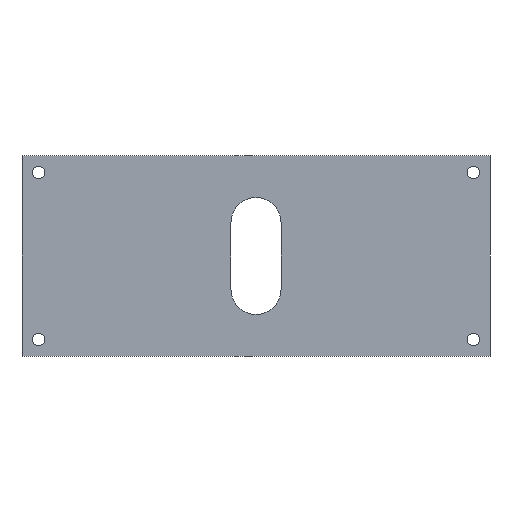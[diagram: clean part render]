
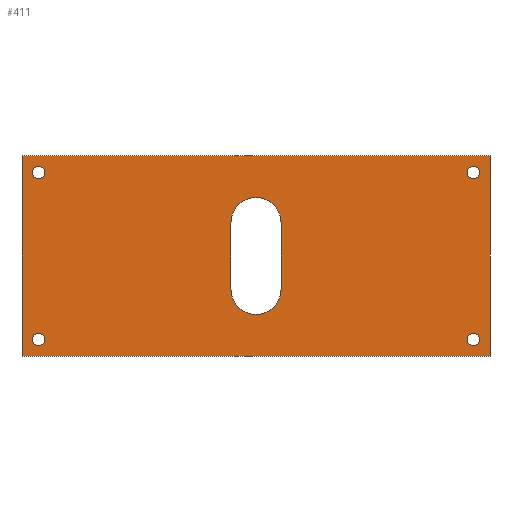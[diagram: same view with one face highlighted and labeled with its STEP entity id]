
A CAD part, front view. The second image highlights one B-rep face of the part: STEP entity #411.
In plain terms, the highlighted planar face has unit normal (0, -1, 0).
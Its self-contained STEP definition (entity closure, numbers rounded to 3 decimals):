
#2 = EDGE_CURVE ( 'NONE', #542, #270, #76, .T. ) ;
#15 = DIRECTION ( 'NONE',  ( 0., 0., -1. ) ) ;
#17 = EDGE_CURVE ( 'NONE', #291, #305, #451, .T. ) ;
#22 = VERTEX_POINT ( 'NONE', #253 ) ;
#24 = DIRECTION ( 'NONE',  ( 0., 1., 0. ) ) ;
#25 = CIRCLE ( 'NONE', #485, 3.75 ) ;
#31 = VERTEX_POINT ( 'NONE', #348 ) ;
#37 = ORIENTED_EDGE ( 'NONE', *, *, #356, .F. ) ;
#47 = AXIS2_PLACEMENT_3D ( 'NONE', #257, #303, #613 ) ;
#48 = CIRCLE ( 'NONE', #657, 3.75 ) ;
#50 = CARTESIAN_POINT ( 'NONE',  ( -130., 0., 50. ) ) ;
#54 = CARTESIAN_POINT ( 'NONE',  ( 130., 0., -50. ) ) ;
#58 = CARTESIAN_POINT ( 'NONE',  ( 15., 0., 20. ) ) ;
#61 = ORIENTED_EDGE ( 'NONE', *, *, #333, .T. ) ;
#66 = CIRCLE ( 'NONE', #100, 15. ) ;
#69 = CARTESIAN_POINT ( 'NONE',  ( 130., 0., 53.75 ) ) ;
#75 = ORIENTED_EDGE ( 'NONE', *, *, #424, .T. ) ;
#76 = CIRCLE ( 'NONE', #516, 15. ) ;
#78 = CARTESIAN_POINT ( 'NONE',  ( -130., 0., 53.75 ) ) ;
#83 = CARTESIAN_POINT ( 'NONE',  ( 15., 0., -20. ) ) ;
#88 = VERTEX_POINT ( 'NONE', #566 ) ;
#97 = EDGE_CURVE ( 'NONE', #520, #31, #184, .T. ) ;
#100 = AXIS2_PLACEMENT_3D ( 'NONE', #462, #619, #310 ) ;
#101 = EDGE_CURVE ( 'NONE', #639, #194, #404, .T. ) ;
#113 = CARTESIAN_POINT ( 'NONE',  ( 0., 0., 0. ) ) ;
#122 = EDGE_CURVE ( 'NONE', #31, #520, #577, .T. ) ;
#128 = EDGE_CURVE ( 'NONE', #22, #438, #531, .T. ) ;
#133 = AXIS2_PLACEMENT_3D ( 'NONE', #624, #227, #183 ) ;
#141 = CARTESIAN_POINT ( 'NONE',  ( -140., 0., -60. ) ) ;
#144 = CARTESIAN_POINT ( 'NONE',  ( 140., 0., 60. ) ) ;
#145 = DIRECTION ( 'NONE',  ( 0., 1., 0. ) ) ;
#147 = EDGE_CURVE ( 'NONE', #243, #639, #573, .T. ) ;
#152 = AXIS2_PLACEMENT_3D ( 'NONE', #447, #145, #193 ) ;
#153 = ORIENTED_EDGE ( 'NONE', *, *, #101, .F. ) ;
#154 = CARTESIAN_POINT ( 'NONE',  ( 130., 0., -53.75 ) ) ;
#155 = CARTESIAN_POINT ( 'NONE',  ( 0., 0., 20. ) ) ;
#157 = DIRECTION ( 'NONE',  ( 0., 1., 0. ) ) ;
#165 = DIRECTION ( 'NONE',  ( 0., 0., 1. ) ) ;
#167 = FACE_OUTER_BOUND ( 'NONE', #537, .T. ) ;
#171 = CARTESIAN_POINT ( 'NONE',  ( 0., 0., 35. ) ) ;
#183 = DIRECTION ( 'NONE',  ( 0., 0., 1. ) ) ;
#184 = CIRCLE ( 'NONE', #640, 3.75 ) ;
#188 = DIRECTION ( 'NONE',  ( 0., 1., 0. ) ) ;
#193 = DIRECTION ( 'NONE',  ( 0., 0., 1. ) ) ;
#194 = VERTEX_POINT ( 'NONE', #408 ) ;
#195 = CARTESIAN_POINT ( 'NONE',  ( -130., 0., -53.75 ) ) ;
#204 = CARTESIAN_POINT ( 'NONE',  ( 15., 0., 20. ) ) ;
#206 = DIRECTION ( 'NONE',  ( 0., 0., 1. ) ) ;
#207 = FACE_BOUND ( 'NONE', #415, .T. ) ;
#217 = ORIENTED_EDGE ( 'NONE', *, *, #147, .F. ) ;
#218 = CARTESIAN_POINT ( 'NONE',  ( -130., 0., 50. ) ) ;
#219 = DIRECTION ( 'NONE',  ( 0., 0., 1. ) ) ;
#220 = EDGE_LOOP ( 'NONE', ( #365, #651 ) ) ;
#226 = DIRECTION ( 'NONE',  ( 0., 0., 1. ) ) ;
#227 = DIRECTION ( 'NONE',  ( 0., 1., 0. ) ) ;
#228 = VERTEX_POINT ( 'NONE', #141 ) ;
#243 = VERTEX_POINT ( 'NONE', #544 ) ;
#251 = EDGE_CURVE ( 'NONE', #489, #22, #610, .T. ) ;
#253 = CARTESIAN_POINT ( 'NONE',  ( -15., 0., -20. ) ) ;
#254 = AXIS2_PLACEMENT_3D ( 'NONE', #113, #612, #410 ) ;
#257 = CARTESIAN_POINT ( 'NONE',  ( -130., 0., -50. ) ) ;
#261 = DIRECTION ( 'NONE',  ( 0., 0., 1. ) ) ;
#265 = CARTESIAN_POINT ( 'NONE',  ( -15., 0., 20. ) ) ;
#270 = VERTEX_POINT ( 'NONE', #204 ) ;
#274 = ORIENTED_EDGE ( 'NONE', *, *, #17, .T. ) ;
#277 = ORIENTED_EDGE ( 'NONE', *, *, #251, .T. ) ;
#279 = CIRCLE ( 'NONE', #133, 3.75 ) ;
#286 = EDGE_LOOP ( 'NONE', ( #440, #274 ) ) ;
#287 = DIRECTION ( 'NONE',  ( 0., 0., 1. ) ) ;
#288 = VECTOR ( 'NONE', #370, 1000. ) ;
#290 = VECTOR ( 'NONE', #165, 1000. ) ;
#291 = VERTEX_POINT ( 'NONE', #195 ) ;
#293 = EDGE_LOOP ( 'NONE', ( #588, #467 ) ) ;
#303 = DIRECTION ( 'NONE',  ( 0., 1., 0. ) ) ;
#305 = VERTEX_POINT ( 'NONE', #443 ) ;
#310 = DIRECTION ( 'NONE',  ( 0., 0., 1. ) ) ;
#312 = LINE ( 'NONE', #621, #290 ) ;
#325 = ORIENTED_EDGE ( 'NONE', *, *, #128, .T. ) ;
#333 = EDGE_CURVE ( 'NONE', #545, #427, #25, .T. ) ;
#348 = CARTESIAN_POINT ( 'NONE',  ( -130., 0., 46.25 ) ) ;
#352 = EDGE_CURVE ( 'NONE', #438, #542, #66, .T. ) ;
#356 = EDGE_CURVE ( 'NONE', #228, #243, #312, .T. ) ;
#358 = VECTOR ( 'NONE', #593, 1000. ) ;
#363 = FACE_BOUND ( 'NONE', #220, .T. ) ;
#365 = ORIENTED_EDGE ( 'NONE', *, *, #97, .T. ) ;
#368 = VERTEX_POINT ( 'NONE', #69 ) ;
#370 = DIRECTION ( 'NONE',  ( 1., 0., 0. ) ) ;
#371 = VECTOR ( 'NONE', #15, 1000. ) ;
#372 = CARTESIAN_POINT ( 'NONE',  ( 130., 0., -46.25 ) ) ;
#378 = CARTESIAN_POINT ( 'NONE',  ( 130., 0., 50. ) ) ;
#398 = VECTOR ( 'NONE', #226, 1000. ) ;
#404 = LINE ( 'NONE', #623, #371 ) ;
#408 = CARTESIAN_POINT ( 'NONE',  ( 140., 0., -60. ) ) ;
#410 = DIRECTION ( 'NONE',  ( 0., 0., -1. ) ) ;
#411 = ADVANCED_FACE ( 'NONE', ( #363, #478, #564, #529, #207, #167 ), #570, .T. ) ;
#414 = CARTESIAN_POINT ( 'NONE',  ( 130., 0., -50. ) ) ;
#415 = EDGE_LOOP ( 'NONE', ( #436, #448, #444, #277, #325 ) ) ;
#418 = AXIS2_PLACEMENT_3D ( 'NONE', #437, #429, #543 ) ;
#423 = CARTESIAN_POINT ( 'NONE',  ( -15., 0., 20. ) ) ;
#424 = EDGE_CURVE ( 'NONE', #427, #545, #48, .T. ) ;
#427 = VERTEX_POINT ( 'NONE', #154 ) ;
#429 = DIRECTION ( 'NONE',  ( 0., 1., 0. ) ) ;
#430 = AXIS2_PLACEMENT_3D ( 'NONE', #378, #188, #287 ) ;
#436 = ORIENTED_EDGE ( 'NONE', *, *, #352, .T. ) ;
#437 = CARTESIAN_POINT ( 'NONE',  ( 130., 0., 50. ) ) ;
#438 = VERTEX_POINT ( 'NONE', #265 ) ;
#440 = ORIENTED_EDGE ( 'NONE', *, *, #505, .T. ) ;
#443 = CARTESIAN_POINT ( 'NONE',  ( -130., 0., -46.25 ) ) ;
#444 = ORIENTED_EDGE ( 'NONE', *, *, #446, .T. ) ;
#446 = EDGE_CURVE ( 'NONE', #270, #489, #474, .T. ) ;
#447 = CARTESIAN_POINT ( 'NONE',  ( 0., 0., -20. ) ) ;
#448 = ORIENTED_EDGE ( 'NONE', *, *, #2, .T. ) ;
#451 = CIRCLE ( 'NONE', #47, 3.75 ) ;
#455 = DIRECTION ( 'NONE',  ( 0., 1., 0. ) ) ;
#462 = CARTESIAN_POINT ( 'NONE',  ( 0., 0., 20. ) ) ;
#466 = DIRECTION ( 'NONE',  ( 0., 0., -1. ) ) ;
#467 = ORIENTED_EDGE ( 'NONE', *, *, #582, .T. ) ;
#470 = DIRECTION ( 'NONE',  ( 0., 1., 0. ) ) ;
#473 = VECTOR ( 'NONE', #466, 1000. ) ;
#474 = LINE ( 'NONE', #58, #473 ) ;
#477 = EDGE_CURVE ( 'NONE', #368, #88, #652, .T. ) ;
#478 = FACE_BOUND ( 'NONE', #293, .T. ) ;
#482 = EDGE_LOOP ( 'NONE', ( #61, #75 ) ) ;
#485 = AXIS2_PLACEMENT_3D ( 'NONE', #414, #470, #261 ) ;
#489 = VERTEX_POINT ( 'NONE', #83 ) ;
#505 = EDGE_CURVE ( 'NONE', #305, #291, #279, .T. ) ;
#514 = EDGE_CURVE ( 'NONE', #194, #228, #633, .T. ) ;
#516 = AXIS2_PLACEMENT_3D ( 'NONE', #155, #563, #206 ) ;
#520 = VERTEX_POINT ( 'NONE', #78 ) ;
#527 = DIRECTION ( 'NONE',  ( 0., 0., 1. ) ) ;
#529 = FACE_BOUND ( 'NONE', #286, .T. ) ;
#531 = LINE ( 'NONE', #423, #398 ) ;
#537 = EDGE_LOOP ( 'NONE', ( #153, #217, #37, #616 ) ) ;
#542 = VERTEX_POINT ( 'NONE', #171 ) ;
#543 = DIRECTION ( 'NONE',  ( 0., 0., 1. ) ) ;
#544 = CARTESIAN_POINT ( 'NONE',  ( -140., 0., 60. ) ) ;
#545 = VERTEX_POINT ( 'NONE', #372 ) ;
#546 = CARTESIAN_POINT ( 'NONE',  ( -140., 0., -60. ) ) ;
#558 = CIRCLE ( 'NONE', #430, 3.75 ) ;
#563 = DIRECTION ( 'NONE',  ( 0., 1., 0. ) ) ;
#564 = FACE_BOUND ( 'NONE', #482, .T. ) ;
#566 = CARTESIAN_POINT ( 'NONE',  ( 130., 0., 46.25 ) ) ;
#570 = PLANE ( 'NONE',  #254 ) ;
#573 = LINE ( 'NONE', #576, #288 ) ;
#576 = CARTESIAN_POINT ( 'NONE',  ( -140., 0., 60. ) ) ;
#577 = CIRCLE ( 'NONE', #600, 3.75 ) ;
#582 = EDGE_CURVE ( 'NONE', #88, #368, #558, .T. ) ;
#588 = ORIENTED_EDGE ( 'NONE', *, *, #477, .T. ) ;
#593 = DIRECTION ( 'NONE',  ( -1., 0., 0. ) ) ;
#600 = AXIS2_PLACEMENT_3D ( 'NONE', #218, #24, #527 ) ;
#610 = CIRCLE ( 'NONE', #152, 15. ) ;
#612 = DIRECTION ( 'NONE',  ( 0., -1., 0. ) ) ;
#613 = DIRECTION ( 'NONE',  ( 0., 0., 1. ) ) ;
#616 = ORIENTED_EDGE ( 'NONE', *, *, #514, .F. ) ;
#619 = DIRECTION ( 'NONE',  ( 0., 1., 0. ) ) ;
#621 = CARTESIAN_POINT ( 'NONE',  ( -140., 0., 60. ) ) ;
#623 = CARTESIAN_POINT ( 'NONE',  ( 140., 0., 60. ) ) ;
#624 = CARTESIAN_POINT ( 'NONE',  ( -130., 0., -50. ) ) ;
#633 = LINE ( 'NONE', #546, #358 ) ;
#639 = VERTEX_POINT ( 'NONE', #144 ) ;
#640 = AXIS2_PLACEMENT_3D ( 'NONE', #50, #455, #653 ) ;
#651 = ORIENTED_EDGE ( 'NONE', *, *, #122, .T. ) ;
#652 = CIRCLE ( 'NONE', #418, 3.75 ) ;
#653 = DIRECTION ( 'NONE',  ( 0., 0., 1. ) ) ;
#657 = AXIS2_PLACEMENT_3D ( 'NONE', #54, #157, #219 ) ;
